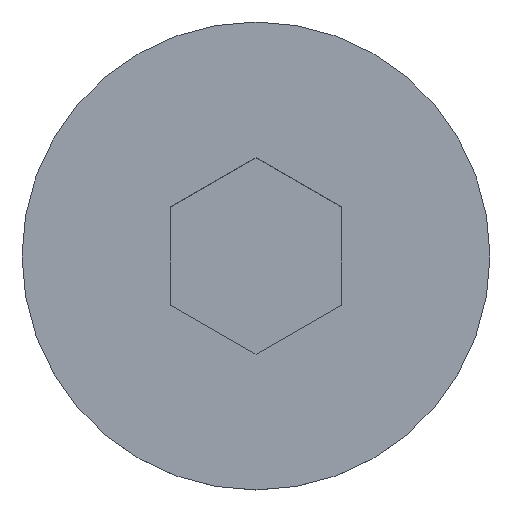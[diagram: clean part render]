
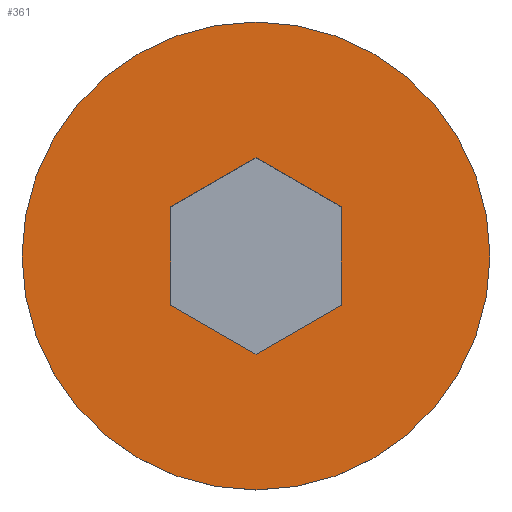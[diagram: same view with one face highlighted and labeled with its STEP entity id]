
A CAD part, top view. The second image highlights one B-rep face of the part: STEP entity #361.
In plain terms, the highlighted planar face has unit normal (0, 0, 1).
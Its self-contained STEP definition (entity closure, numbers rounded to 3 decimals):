
#4 = CARTESIAN_POINT ( 'NONE',  ( 0., 1.155, 2. ) ) ;
#9 = CIRCLE ( 'NONE', #120, 2.75 ) ;
#14 = EDGE_CURVE ( 'NONE', #127, #283, #9, .T. ) ;
#18 = ORIENTED_EDGE ( 'NONE', *, *, #227, .F. ) ;
#24 = VERTEX_POINT ( 'NONE', #271 ) ;
#32 = LINE ( 'NONE', #390, #187 ) ;
#60 = VERTEX_POINT ( 'NONE', #81 ) ;
#63 = ORIENTED_EDGE ( 'NONE', *, *, #342, .F. ) ;
#65 = CARTESIAN_POINT ( 'NONE',  ( 0., 1.155, 2. ) ) ;
#71 = CARTESIAN_POINT ( 'NONE',  ( 2.75, 0., 2. ) ) ;
#72 = ORIENTED_EDGE ( 'NONE', *, *, #391, .T. ) ;
#76 = CARTESIAN_POINT ( 'NONE',  ( -1., -0.577, 2. ) ) ;
#81 = CARTESIAN_POINT ( 'NONE',  ( -1., 0.577, 2. ) ) ;
#84 = DIRECTION ( 'NONE',  ( 0., 0., 1. ) ) ;
#85 = CARTESIAN_POINT ( 'NONE',  ( -2.75, 0., 2. ) ) ;
#89 = CARTESIAN_POINT ( 'NONE',  ( -1., 0.577, 2. ) ) ;
#101 = CARTESIAN_POINT ( 'NONE',  ( 0., 0., 2. ) ) ;
#104 = DIRECTION ( 'NONE',  ( 0., 1., 0. ) ) ;
#108 = EDGE_CURVE ( 'NONE', #24, #331, #418, .T. ) ;
#109 = DIRECTION ( 'NONE',  ( -0.866, -0.5, 0. ) ) ;
#112 = VERTEX_POINT ( 'NONE', #76 ) ;
#115 = LINE ( 'NONE', #4, #318 ) ;
#116 = ORIENTED_EDGE ( 'NONE', *, *, #405, .F. ) ;
#120 = AXIS2_PLACEMENT_3D ( 'NONE', #151, #84, #334 ) ;
#127 = VERTEX_POINT ( 'NONE', #85 ) ;
#131 = EDGE_LOOP ( 'NONE', ( #432, #364, #400, #63, #18, #116 ) ) ;
#151 = CARTESIAN_POINT ( 'NONE',  ( 0., 0., 2. ) ) ;
#164 = EDGE_LOOP ( 'NONE', ( #424, #72 ) ) ;
#187 = VECTOR ( 'NONE', #104, 1000. ) ;
#205 = VECTOR ( 'NONE', #461, 1000. ) ;
#212 = CARTESIAN_POINT ( 'NONE',  ( 0., 0., 2. ) ) ;
#222 = AXIS2_PLACEMENT_3D ( 'NONE', #212, #427, #393 ) ;
#227 = EDGE_CURVE ( 'NONE', #60, #112, #277, .T. ) ;
#241 = DIRECTION ( 'NONE',  ( 0., -1., 0. ) ) ;
#248 = FACE_BOUND ( 'NONE', #131, .T. ) ;
#262 = DIRECTION ( 'NONE',  ( 1., 0., 0. ) ) ;
#271 = CARTESIAN_POINT ( 'NONE',  ( 0., -1.155, 2. ) ) ;
#274 = AXIS2_PLACEMENT_3D ( 'NONE', #101, #298, #262 ) ;
#277 = LINE ( 'NONE', #89, #401 ) ;
#278 = EDGE_CURVE ( 'NONE', #331, #474, #32, .T. ) ;
#283 = VERTEX_POINT ( 'NONE', #71 ) ;
#284 = FACE_OUTER_BOUND ( 'NONE', #164, .T. ) ;
#288 = CARTESIAN_POINT ( 'NONE',  ( 1., -0.577, 2. ) ) ;
#291 = CIRCLE ( 'NONE', #274, 2.75 ) ;
#294 = LINE ( 'NONE', #319, #205 ) ;
#298 = DIRECTION ( 'NONE',  ( 0., 0., 1. ) ) ;
#318 = VECTOR ( 'NONE', #109, 1000. ) ;
#319 = CARTESIAN_POINT ( 'NONE',  ( 1., 0.577, 2. ) ) ;
#330 = LINE ( 'NONE', #358, #430 ) ;
#331 = VERTEX_POINT ( 'NONE', #288 ) ;
#334 = DIRECTION ( 'NONE',  ( 1., 0., 0. ) ) ;
#341 = VERTEX_POINT ( 'NONE', #65 ) ;
#342 = EDGE_CURVE ( 'NONE', #112, #24, #330, .T. ) ;
#358 = CARTESIAN_POINT ( 'NONE',  ( -1., -0.577, 2. ) ) ;
#361 = ADVANCED_FACE ( 'NONE', ( #248, #284 ), #399, .T. ) ;
#364 = ORIENTED_EDGE ( 'NONE', *, *, #278, .F. ) ;
#382 = EDGE_CURVE ( 'NONE', #474, #341, #294, .T. ) ;
#390 = CARTESIAN_POINT ( 'NONE',  ( 1., -0.577, 2. ) ) ;
#391 = EDGE_CURVE ( 'NONE', #283, #127, #291, .T. ) ;
#393 = DIRECTION ( 'NONE',  ( 1., 0., 0. ) ) ;
#399 = PLANE ( 'NONE',  #222 ) ;
#400 = ORIENTED_EDGE ( 'NONE', *, *, #108, .F. ) ;
#401 = VECTOR ( 'NONE', #241, 1000. ) ;
#405 = EDGE_CURVE ( 'NONE', #341, #60, #115, .T. ) ;
#412 = CARTESIAN_POINT ( 'NONE',  ( 1., 0.577, 2. ) ) ;
#418 = LINE ( 'NONE', #479, #444 ) ;
#424 = ORIENTED_EDGE ( 'NONE', *, *, #14, .T. ) ;
#427 = DIRECTION ( 'NONE',  ( 0., 0., 1. ) ) ;
#428 = DIRECTION ( 'NONE',  ( 0.866, -0.5, 0. ) ) ;
#430 = VECTOR ( 'NONE', #428, 1000. ) ;
#432 = ORIENTED_EDGE ( 'NONE', *, *, #382, .F. ) ;
#444 = VECTOR ( 'NONE', #446, 1000. ) ;
#446 = DIRECTION ( 'NONE',  ( 0.866, 0.5, 0. ) ) ;
#461 = DIRECTION ( 'NONE',  ( -0.866, 0.5, 0. ) ) ;
#474 = VERTEX_POINT ( 'NONE', #412 ) ;
#479 = CARTESIAN_POINT ( 'NONE',  ( 0., -1.155, 2. ) ) ;
